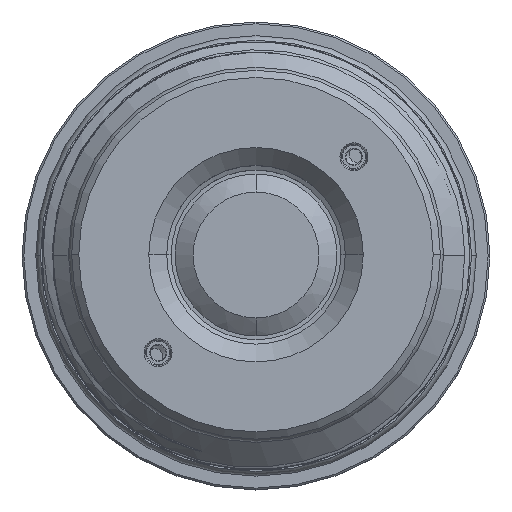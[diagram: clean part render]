
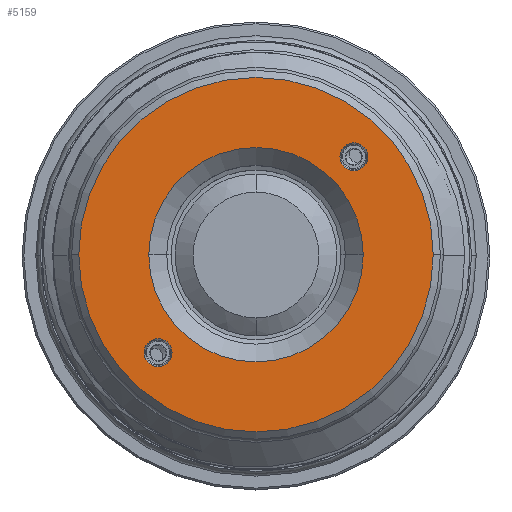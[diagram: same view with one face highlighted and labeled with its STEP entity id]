
A CAD part, top view. The second image highlights one B-rep face of the part: STEP entity #5159.
In plain terms, the highlighted planar face has unit normal (0, 0, 1).
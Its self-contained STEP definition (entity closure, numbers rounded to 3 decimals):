
#82 = DIRECTION ( 'NONE',  ( 0., 0., -1. ) ) ;
#117 = CARTESIAN_POINT ( 'NONE',  ( 0., 0., 85.95 ) ) ;
#445 = FACE_OUTER_BOUND ( 'NONE', #16641, .T. ) ;
#694 = AXIS2_PLACEMENT_3D ( 'NONE', #12996, #2534, #7653 ) ;
#703 = EDGE_CURVE ( 'NONE', #12354, #3432, #14994, .T. ) ;
#733 = ORIENTED_EDGE ( 'NONE', *, *, #8701, .T. ) ;
#979 = CARTESIAN_POINT ( 'NONE',  ( 12., 0., 85.95 ) ) ;
#1123 = AXIS2_PLACEMENT_3D ( 'NONE', #13513, #13636, #7093 ) ;
#1427 = DIRECTION ( 'NONE',  ( 0., 0., -1. ) ) ;
#1549 = AXIS2_PLACEMENT_3D ( 'NONE', #10039, #2229, #12635 ) ;
#1685 = DIRECTION ( 'NONE',  ( 1., 0., 0. ) ) ;
#1931 = EDGE_CURVE ( 'NONE', #9293, #6897, #9292, .T. ) ;
#2105 = EDGE_CURVE ( 'NONE', #6897, #9293, #6235, .T. ) ;
#2202 = AXIS2_PLACEMENT_3D ( 'NONE', #3767, #82, #12858 ) ;
#2229 = DIRECTION ( 'NONE',  ( 0., 0., -1. ) ) ;
#2271 = EDGE_LOOP ( 'NONE', ( #16397, #6059 ) ) ;
#2523 = CIRCLE ( 'NONE', #6732, 12. ) ;
#2534 = DIRECTION ( 'NONE',  ( 0., 0., 1. ) ) ;
#2635 = AXIS2_PLACEMENT_3D ( 'NONE', #12534, #9874, #3443 ) ;
#3134 = CIRCLE ( 'NONE', #4207, 19.84 ) ;
#3403 = CARTESIAN_POINT ( 'NONE',  ( 20.64, 0., 85.95 ) ) ;
#3432 = VERTEX_POINT ( 'NONE', #11030 ) ;
#3443 = DIRECTION ( 'NONE',  ( -1., 0., 0. ) ) ;
#3575 = EDGE_CURVE ( 'NONE', #11656, #12604, #7316, .T. ) ;
#3578 = DIRECTION ( 'NONE',  ( 0., 0., 1. ) ) ;
#3767 = CARTESIAN_POINT ( 'NONE',  ( -10.96, -10.96, 85.95 ) ) ;
#3918 = AXIS2_PLACEMENT_3D ( 'NONE', #117, #1427, #13119 ) ;
#4207 = AXIS2_PLACEMENT_3D ( 'NONE', #12148, #6743, #1685 ) ;
#4341 = EDGE_LOOP ( 'NONE', ( #11588, #9491 ) ) ;
#4640 = VERTEX_POINT ( 'NONE', #979 ) ;
#5159 = ADVANCED_FACE ( 'NONE', ( #16495, #11843, #445, #9790 ), #6074, .T. ) ;
#5225 = CARTESIAN_POINT ( 'NONE',  ( 19.84, 0., 85.95 ) ) ;
#6059 = ORIENTED_EDGE ( 'NONE', *, *, #2105, .T. ) ;
#6074 = PLANE ( 'NONE',  #6901 ) ;
#6235 = CIRCLE ( 'NONE', #1123, 1.561 ) ;
#6471 = CARTESIAN_POINT ( 'NONE',  ( -12.521, -10.96, 85.95 ) ) ;
#6732 = AXIS2_PLACEMENT_3D ( 'NONE', #15547, #16853, #16681 ) ;
#6743 = DIRECTION ( 'NONE',  ( 0., 0., 1. ) ) ;
#6897 = VERTEX_POINT ( 'NONE', #10856 ) ;
#6901 = AXIS2_PLACEMENT_3D ( 'NONE', #3403, #3578, #12497 ) ;
#7093 = DIRECTION ( 'NONE',  ( 1., 0., 0. ) ) ;
#7229 = ORIENTED_EDGE ( 'NONE', *, *, #12351, .T. ) ;
#7316 = CIRCLE ( 'NONE', #694, 19.84 ) ;
#7500 = VERTEX_POINT ( 'NONE', #10695 ) ;
#7653 = DIRECTION ( 'NONE',  ( 1., 0., 0. ) ) ;
#8343 = ORIENTED_EDGE ( 'NONE', *, *, #3575, .T. ) ;
#8701 = EDGE_CURVE ( 'NONE', #12604, #11656, #3134, .T. ) ;
#9030 = EDGE_CURVE ( 'NONE', #4640, #7500, #2523, .T. ) ;
#9292 = CIRCLE ( 'NONE', #2202, 1.561 ) ;
#9293 = VERTEX_POINT ( 'NONE', #6471 ) ;
#9491 = ORIENTED_EDGE ( 'NONE', *, *, #12098, .T. ) ;
#9643 = CIRCLE ( 'NONE', #2635, 1.561 ) ;
#9790 = FACE_BOUND ( 'NONE', #2271, .T. ) ;
#9874 = DIRECTION ( 'NONE',  ( 0., 0., -1. ) ) ;
#10039 = CARTESIAN_POINT ( 'NONE',  ( 10.96, 10.96, 85.95 ) ) ;
#10175 = CARTESIAN_POINT ( 'NONE',  ( -19.84, 0., 85.95 ) ) ;
#10695 = CARTESIAN_POINT ( 'NONE',  ( -12., 0., 85.95 ) ) ;
#10856 = CARTESIAN_POINT ( 'NONE',  ( -9.399, -10.96, 85.95 ) ) ;
#11030 = CARTESIAN_POINT ( 'NONE',  ( 9.399, 10.96, 85.95 ) ) ;
#11588 = ORIENTED_EDGE ( 'NONE', *, *, #9030, .T. ) ;
#11656 = VERTEX_POINT ( 'NONE', #5225 ) ;
#11843 = FACE_BOUND ( 'NONE', #4341, .T. ) ;
#12098 = EDGE_CURVE ( 'NONE', #7500, #4640, #13307, .T. ) ;
#12148 = CARTESIAN_POINT ( 'NONE',  ( 0., 0., 85.95 ) ) ;
#12351 = EDGE_CURVE ( 'NONE', #3432, #12354, #9643, .T. ) ;
#12354 = VERTEX_POINT ( 'NONE', #14020 ) ;
#12497 = DIRECTION ( 'NONE',  ( 1., 0., 0. ) ) ;
#12534 = CARTESIAN_POINT ( 'NONE',  ( 10.96, 10.96, 85.95 ) ) ;
#12604 = VERTEX_POINT ( 'NONE', #10175 ) ;
#12635 = DIRECTION ( 'NONE',  ( -1., 0., 0. ) ) ;
#12858 = DIRECTION ( 'NONE',  ( 1., 0., 0. ) ) ;
#12996 = CARTESIAN_POINT ( 'NONE',  ( 0., 0., 85.95 ) ) ;
#13119 = DIRECTION ( 'NONE',  ( 1., 0., 0. ) ) ;
#13307 = CIRCLE ( 'NONE', #3918, 12. ) ;
#13385 = ORIENTED_EDGE ( 'NONE', *, *, #703, .T. ) ;
#13513 = CARTESIAN_POINT ( 'NONE',  ( -10.96, -10.96, 85.95 ) ) ;
#13636 = DIRECTION ( 'NONE',  ( 0., 0., -1. ) ) ;
#14020 = CARTESIAN_POINT ( 'NONE',  ( 12.521, 10.96, 85.95 ) ) ;
#14994 = CIRCLE ( 'NONE', #1549, 1.561 ) ;
#15547 = CARTESIAN_POINT ( 'NONE',  ( 0., 0., 85.95 ) ) ;
#16036 = EDGE_LOOP ( 'NONE', ( #13385, #7229 ) ) ;
#16397 = ORIENTED_EDGE ( 'NONE', *, *, #1931, .T. ) ;
#16495 = FACE_BOUND ( 'NONE', #16036, .T. ) ;
#16641 = EDGE_LOOP ( 'NONE', ( #733, #8343 ) ) ;
#16681 = DIRECTION ( 'NONE',  ( 1., 0., 0. ) ) ;
#16853 = DIRECTION ( 'NONE',  ( 0., 0., -1. ) ) ;
